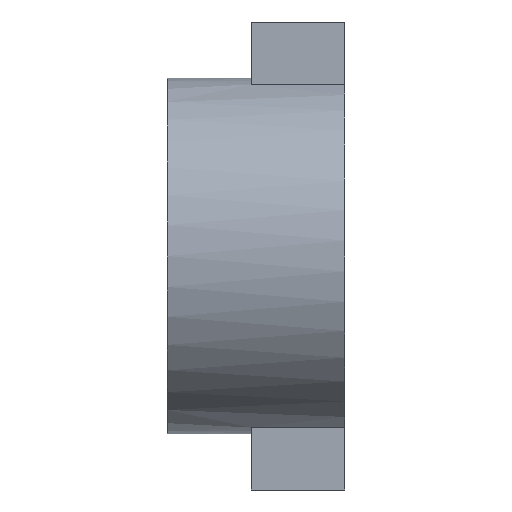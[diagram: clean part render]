
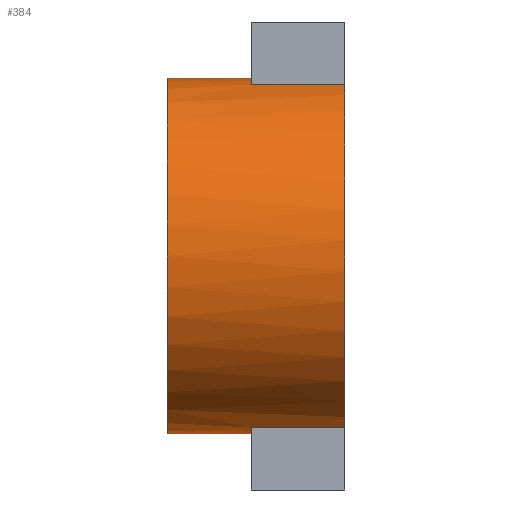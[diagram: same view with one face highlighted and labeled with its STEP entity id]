
A CAD part, left-side view. The second image highlights one B-rep face of the part: STEP entity #384.
In plain terms, the highlighted cylindrical face has radius 19 mm (diameter 38 mm), a partial arc.
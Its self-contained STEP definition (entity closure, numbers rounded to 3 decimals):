
#7 = DIRECTION ( 'NONE',  ( 0., 0., -1. ) ) ;
#14 = DIRECTION ( 'NONE',  ( 0., -1., 0. ) ) ;
#16 = VERTEX_POINT ( 'NONE', #759 ) ;
#22 = EDGE_CURVE ( 'NONE', #16, #655, #270, .T. ) ;
#42 = CARTESIAN_POINT ( 'NONE',  ( 0., 10., 0. ) ) ;
#45 = DIRECTION ( 'NONE',  ( 0., 0., 1. ) ) ;
#47 = VECTOR ( 'NONE', #140, 1000. ) ;
#48 = FACE_OUTER_BOUND ( 'NONE', #780, .T. ) ;
#71 = DIRECTION ( 'NONE',  ( 0., -1., 0. ) ) ;
#82 = CARTESIAN_POINT ( 'NONE',  ( -5., 10., 18.33 ) ) ;
#88 = ORIENTED_EDGE ( 'NONE', *, *, #786, .F. ) ;
#91 = VERTEX_POINT ( 'NONE', #313 ) ;
#92 = DIRECTION ( 'NONE',  ( 0., -1., 0. ) ) ;
#98 = CARTESIAN_POINT ( 'NONE',  ( 0., 10., -19. ) ) ;
#140 = DIRECTION ( 'NONE',  ( 0., -1., 0. ) ) ;
#141 = CARTESIAN_POINT ( 'NONE',  ( 0., 0., 19. ) ) ;
#148 = VERTEX_POINT ( 'NONE', #247 ) ;
#155 = ORIENTED_EDGE ( 'NONE', *, *, #501, .T. ) ;
#158 = ORIENTED_EDGE ( 'NONE', *, *, #593, .T. ) ;
#163 = CIRCLE ( 'NONE', #517, 19. ) ;
#174 = VERTEX_POINT ( 'NONE', #406 ) ;
#181 = EDGE_CURVE ( 'NONE', #174, #16, #551, .T. ) ;
#214 = DIRECTION ( 'NONE',  ( 0., -1., 0. ) ) ;
#241 = VECTOR ( 'NONE', #71, 1000. ) ;
#247 = CARTESIAN_POINT ( 'NONE',  ( 0., 19., -19. ) ) ;
#248 = LINE ( 'NONE', #324, #637 ) ;
#270 = CIRCLE ( 'NONE', #649, 19. ) ;
#300 = CIRCLE ( 'NONE', #496, 19. ) ;
#313 = CARTESIAN_POINT ( 'NONE',  ( 0., 10., 19. ) ) ;
#324 = CARTESIAN_POINT ( 'NONE',  ( 0., 0., -19. ) ) ;
#348 = DIRECTION ( 'NONE',  ( 0., 0., 1. ) ) ;
#364 = CARTESIAN_POINT ( 'NONE',  ( 0., 0., 0. ) ) ;
#384 = ADVANCED_FACE ( 'NONE', ( #48 ), #651, .T. ) ;
#403 = EDGE_CURVE ( 'NONE', #431, #148, #300, .T. ) ;
#406 = CARTESIAN_POINT ( 'NONE',  ( -5., 10., 18.33 ) ) ;
#409 = AXIS2_PLACEMENT_3D ( 'NONE', #606, #214, #410 ) ;
#410 = DIRECTION ( 'NONE',  ( 0., 0., -1. ) ) ;
#411 = ORIENTED_EDGE ( 'NONE', *, *, #403, .T. ) ;
#418 = VERTEX_POINT ( 'NONE', #477 ) ;
#419 = CARTESIAN_POINT ( 'NONE',  ( 0., 19., 19. ) ) ;
#431 = VERTEX_POINT ( 'NONE', #419 ) ;
#445 = ORIENTED_EDGE ( 'NONE', *, *, #634, .T. ) ;
#446 = VERTEX_POINT ( 'NONE', #98 ) ;
#454 = DIRECTION ( 'NONE',  ( 0., -1., 0. ) ) ;
#458 = DIRECTION ( 'NONE',  ( 0., -1., 0. ) ) ;
#477 = CARTESIAN_POINT ( 'NONE',  ( -5., 10., -18.33 ) ) ;
#495 = CARTESIAN_POINT ( 'NONE',  ( 0., 10., 0. ) ) ;
#496 = AXIS2_PLACEMENT_3D ( 'NONE', #610, #92, #613 ) ;
#501 = EDGE_CURVE ( 'NONE', #174, #91, #783, .T. ) ;
#517 = AXIS2_PLACEMENT_3D ( 'NONE', #495, #559, #348 ) ;
#528 = EDGE_CURVE ( 'NONE', #446, #418, #163, .T. ) ;
#536 = ORIENTED_EDGE ( 'NONE', *, *, #528, .T. ) ;
#541 = LINE ( 'NONE', #141, #47 ) ;
#543 = ORIENTED_EDGE ( 'NONE', *, *, #22, .F. ) ;
#551 = LINE ( 'NONE', #82, #241 ) ;
#559 = DIRECTION ( 'NONE',  ( 0., 1., 0. ) ) ;
#577 = LINE ( 'NONE', #707, #764 ) ;
#593 = EDGE_CURVE ( 'NONE', #418, #655, #577, .T. ) ;
#606 = CARTESIAN_POINT ( 'NONE',  ( 0., 0., 0. ) ) ;
#610 = CARTESIAN_POINT ( 'NONE',  ( 0., 19., 0. ) ) ;
#613 = DIRECTION ( 'NONE',  ( 0., 0., -1. ) ) ;
#626 = AXIS2_PLACEMENT_3D ( 'NONE', #42, #735, #45 ) ;
#634 = EDGE_CURVE ( 'NONE', #148, #446, #248, .T. ) ;
#637 = VECTOR ( 'NONE', #14, 1000. ) ;
#649 = AXIS2_PLACEMENT_3D ( 'NONE', #364, #458, #7 ) ;
#651 = CYLINDRICAL_SURFACE ( 'NONE', #409, 19. ) ;
#655 = VERTEX_POINT ( 'NONE', #717 ) ;
#707 = CARTESIAN_POINT ( 'NONE',  ( -5., 10., -18.33 ) ) ;
#717 = CARTESIAN_POINT ( 'NONE',  ( -5., 0., -18.33 ) ) ;
#735 = DIRECTION ( 'NONE',  ( 0., 1., 0. ) ) ;
#738 = ORIENTED_EDGE ( 'NONE', *, *, #181, .F. ) ;
#759 = CARTESIAN_POINT ( 'NONE',  ( -5., 0., 18.33 ) ) ;
#764 = VECTOR ( 'NONE', #454, 1000. ) ;
#780 = EDGE_LOOP ( 'NONE', ( #88, #411, #445, #536, #158, #543, #738, #155 ) ) ;
#783 = CIRCLE ( 'NONE', #626, 19. ) ;
#786 = EDGE_CURVE ( 'NONE', #431, #91, #541, .T. ) ;
